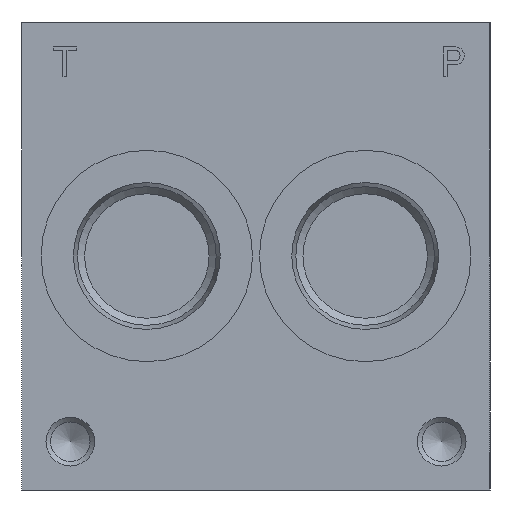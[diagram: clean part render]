
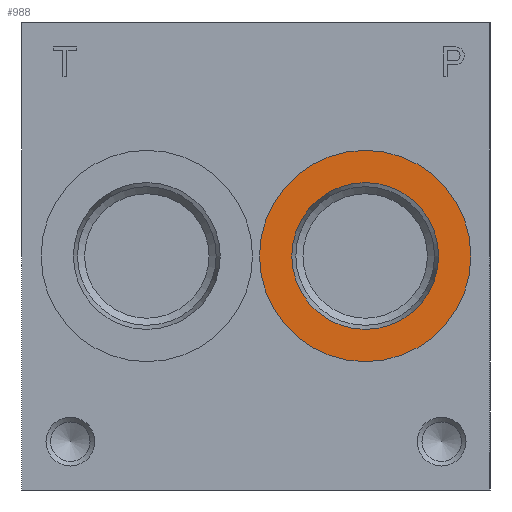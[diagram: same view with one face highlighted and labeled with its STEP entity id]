
A CAD part, left-side view. The second image highlights one B-rep face of the part: STEP entity #988.
In plain terms, the highlighted planar face has unit normal (-1, 0, 0).
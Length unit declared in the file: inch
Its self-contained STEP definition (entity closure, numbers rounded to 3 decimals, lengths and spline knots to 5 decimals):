
#988 = ADVANCED_FACE( '', ( #2176, #2177 ), #2178, .T. );
#2176 = FACE_BOUND( '', #3452, .T. );
#2177 = FACE_OUTER_BOUND( '', #3453, .T. );
#2178 = PLANE( '', #3454 );
#3452 = EDGE_LOOP( '', ( #6201 ) );
#3453 = EDGE_LOOP( '', ( #6202 ) );
#3454 = AXIS2_PLACEMENT_3D( '', #6203, #6204, #6205 );
#6201 = ORIENTED_EDGE( '', *, *, #7816, .T. );
#6202 = ORIENTED_EDGE( '', *, *, #7817, .F. );
#6203 = CARTESIAN_POINT( '', ( 0.031, 1.4775, 1.5 ) );
#6204 = DIRECTION( '', ( -1., 0., 0. ) );
#6205 = DIRECTION( '', ( 0., 0., 1. ) );
#7816 = EDGE_CURVE( '', #9520, #9520, #9521, .T. );
#7817 = EDGE_CURVE( '', #9522, #9522, #9523, .T. );
#9520 = VERTEX_POINT( '', #11773 );
#9521 = CIRCLE( '', #11774, 0.4705 );
#9522 = VERTEX_POINT( '', #11775 );
#9523 = CIRCLE( '', #11776, 0.6775 );
#11773 = CARTESIAN_POINT( '', ( 0.031, 0.8, 1.0295 ) );
#11774 = AXIS2_PLACEMENT_3D( '', #13088, #13089, #13090 );
#11775 = CARTESIAN_POINT( '', ( 0.031, 0.8, 0.8225 ) );
#11776 = AXIS2_PLACEMENT_3D( '', #13091, #13092, #13093 );
#13088 = CARTESIAN_POINT( '', ( 0.031, 0.8, 1.5 ) );
#13089 = DIRECTION( '', ( 1., 0., 0. ) );
#13090 = DIRECTION( '', ( 0., 0., -1. ) );
#13091 = CARTESIAN_POINT( '', ( 0.031, 0.8, 1.5 ) );
#13092 = DIRECTION( '', ( 1., 0., 0. ) );
#13093 = DIRECTION( '', ( 0., 0., -1. ) );
